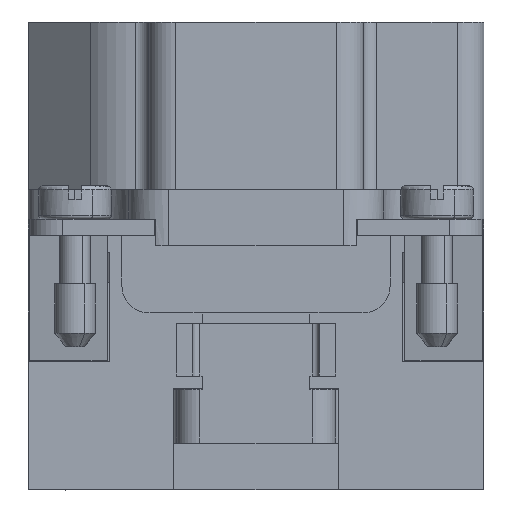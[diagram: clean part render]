
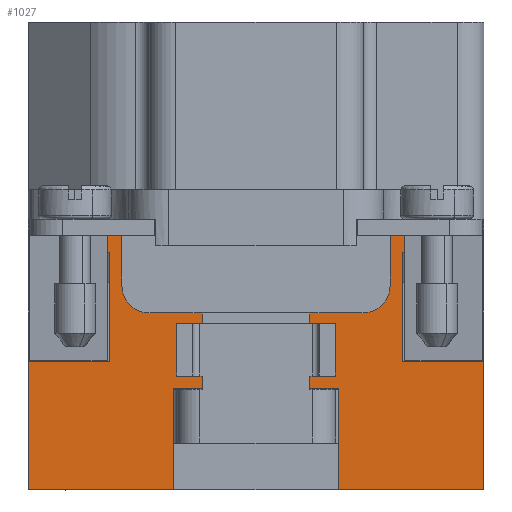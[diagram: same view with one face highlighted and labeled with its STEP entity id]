
A CAD part, front view. The second image highlights one B-rep face of the part: STEP entity #1027.
In plain terms, the highlighted planar face has unit normal (0, -1, 0).
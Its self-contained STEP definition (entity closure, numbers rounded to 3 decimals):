
#941=AXIS2_PLACEMENT_3D('Plane Axis2P3D',#938,#939,#940) ;
#995=AXIS2_PLACEMENT_3D('Circle Axis2P3D',#993,#994,$) ;
#295=CARTESIAN_POINT('Line Origine',(3.05,10.4,17.7)) ;
#299=CARTESIAN_POINT('Vertex',(0.,10.4,17.7)) ;
#301=CARTESIAN_POINT('Vertex',(6.1,10.4,17.7)) ;
#346=CARTESIAN_POINT('Vertex',(6.1,10.4,9.6)) ;
#349=CARTESIAN_POINT('Line Origine',(6.1,10.4,13.65)) ;
#394=CARTESIAN_POINT('Vertex',(0.,10.4,9.6)) ;
#397=CARTESIAN_POINT('Line Origine',(3.05,10.4,9.6)) ;
#409=CARTESIAN_POINT('Line Origine',(30.95,10.4,17.7)) ;
#413=CARTESIAN_POINT('Vertex',(27.9,10.4,17.7)) ;
#415=CARTESIAN_POINT('Vertex',(34.,10.4,17.7)) ;
#475=CARTESIAN_POINT('Line Origine',(27.9,10.4,13.65)) ;
#479=CARTESIAN_POINT('Vertex',(27.9,10.4,9.6)) ;
#494=CARTESIAN_POINT('Line Origine',(30.95,10.4,9.6)) ;
#498=CARTESIAN_POINT('Vertex',(34.,10.4,9.6)) ;
#573=CARTESIAN_POINT('Vertex',(23.173,10.4,7.6)) ;
#576=CARTESIAN_POINT('Line Origine',(21.637,10.4,7.6)) ;
#580=CARTESIAN_POINT('Vertex',(20.1,10.4,7.6)) ;
#713=CARTESIAN_POINT('Vertex',(23.173,10.4,0.)) ;
#716=CARTESIAN_POINT('Line Origine',(23.173,10.4,3.8)) ;
#734=CARTESIAN_POINT('Vertex',(13.9,10.4,7.6)) ;
#737=CARTESIAN_POINT('Line Origine',(12.363,10.4,7.6)) ;
#741=CARTESIAN_POINT('Vertex',(10.827,10.4,7.6)) ;
#816=CARTESIAN_POINT('Line Origine',(10.827,10.4,3.8)) ;
#820=CARTESIAN_POINT('Vertex',(10.827,10.4,0.)) ;
#938=CARTESIAN_POINT('Axis2P3D Location',(0.,10.4,19.2)) ;
#943=CARTESIAN_POINT('Line Origine',(28.587,10.4,0.)) ;
#947=CARTESIAN_POINT('Vertex',(34.,10.4,0.)) ;
#950=CARTESIAN_POINT('Line Origine',(34.,10.4,4.8)) ;
#955=CARTESIAN_POINT('Line Origine',(34.,10.4,18.45)) ;
#959=CARTESIAN_POINT('Vertex',(34.,10.4,19.2)) ;
#962=CARTESIAN_POINT('Line Origine',(17.,10.4,19.2)) ;
#966=CARTESIAN_POINT('Vertex',(0.,10.4,19.2)) ;
#969=CARTESIAN_POINT('Line Origine',(0.,10.4,18.45)) ;
#974=CARTESIAN_POINT('Line Origine',(0.,10.4,4.8)) ;
#978=CARTESIAN_POINT('Vertex',(0.,10.4,0.)) ;
#981=CARTESIAN_POINT('Line Origine',(5.413,10.4,0.)) ;
#986=CARTESIAN_POINT('Line Origine',(13.951,10.4,10.489)) ;
#990=CARTESIAN_POINT('Vertex',(14.002,10.4,13.378)) ;
#993=CARTESIAN_POINT('Axis2P3D Location',(17.,10.4,13.272)) ;
#997=CARTESIAN_POINT('Vertex',(20.,10.4,13.272)) ;
#1000=CARTESIAN_POINT('Line Origine',(20.05,10.4,10.436)) ;
#296=DIRECTION('Vector Direction',(1.,0.,0.)) ;
#350=DIRECTION('Vector Direction',(0.,0.,-1.)) ;
#398=DIRECTION('Vector Direction',(1.,0.,0.)) ;
#410=DIRECTION('Vector Direction',(1.,0.,0.)) ;
#476=DIRECTION('Vector Direction',(0.,0.,-1.)) ;
#495=DIRECTION('Vector Direction',(1.,0.,0.)) ;
#577=DIRECTION('Vector Direction',(1.,0.,0.)) ;
#717=DIRECTION('Vector Direction',(0.,0.,-1.)) ;
#738=DIRECTION('Vector Direction',(-1.,0.,0.)) ;
#817=DIRECTION('Vector Direction',(0.,0.,-1.)) ;
#939=DIRECTION('Axis2P3D Direction',(0.,-1.,0.)) ;
#940=DIRECTION('Axis2P3D XDirection',(0.,0.,-1.)) ;
#944=DIRECTION('Vector Direction',(1.,0.,0.)) ;
#951=DIRECTION('Vector Direction',(0.,0.,-1.)) ;
#956=DIRECTION('Vector Direction',(0.,0.,-1.)) ;
#963=DIRECTION('Vector Direction',(1.,0.,0.)) ;
#970=DIRECTION('Vector Direction',(0.,0.,-1.)) ;
#975=DIRECTION('Vector Direction',(0.,0.,-1.)) ;
#982=DIRECTION('Vector Direction',(1.,0.,0.)) ;
#987=DIRECTION('Vector Direction',(0.018,0.,1.)) ;
#994=DIRECTION('Axis2P3D Direction',(0.,-1.,0.)) ;
#1001=DIRECTION('Vector Direction',(0.018,0.,-1.)) ;
#297=VECTOR('Line Direction',#296,1.) ;
#351=VECTOR('Line Direction',#350,1.) ;
#399=VECTOR('Line Direction',#398,1.) ;
#411=VECTOR('Line Direction',#410,1.) ;
#477=VECTOR('Line Direction',#476,1.) ;
#496=VECTOR('Line Direction',#495,1.) ;
#578=VECTOR('Line Direction',#577,1.) ;
#718=VECTOR('Line Direction',#717,1.) ;
#739=VECTOR('Line Direction',#738,1.) ;
#818=VECTOR('Line Direction',#817,1.) ;
#945=VECTOR('Line Direction',#944,1.) ;
#952=VECTOR('Line Direction',#951,1.) ;
#957=VECTOR('Line Direction',#956,1.) ;
#964=VECTOR('Line Direction',#963,1.) ;
#971=VECTOR('Line Direction',#970,1.) ;
#976=VECTOR('Line Direction',#975,1.) ;
#983=VECTOR('Line Direction',#982,1.) ;
#988=VECTOR('Line Direction',#987,1.) ;
#1002=VECTOR('Line Direction',#1001,1.) ;
#1006=ORIENTED_EDGE('',*,*,#582,.F.) ;
#1007=ORIENTED_EDGE('',*,*,#720,.F.) ;
#1008=ORIENTED_EDGE('',*,*,#949,.T.) ;
#1009=ORIENTED_EDGE('',*,*,#954,.F.) ;
#1010=ORIENTED_EDGE('',*,*,#500,.F.) ;
#1011=ORIENTED_EDGE('',*,*,#481,.T.) ;
#1012=ORIENTED_EDGE('',*,*,#417,.T.) ;
#1013=ORIENTED_EDGE('',*,*,#961,.F.) ;
#1014=ORIENTED_EDGE('',*,*,#968,.F.) ;
#1015=ORIENTED_EDGE('',*,*,#973,.T.) ;
#1016=ORIENTED_EDGE('',*,*,#303,.T.) ;
#1017=ORIENTED_EDGE('',*,*,#353,.F.) ;
#1018=ORIENTED_EDGE('',*,*,#401,.F.) ;
#1019=ORIENTED_EDGE('',*,*,#980,.T.) ;
#1020=ORIENTED_EDGE('',*,*,#985,.T.) ;
#1021=ORIENTED_EDGE('',*,*,#822,.T.) ;
#1022=ORIENTED_EDGE('',*,*,#743,.F.) ;
#1023=ORIENTED_EDGE('',*,*,#992,.F.) ;
#1024=ORIENTED_EDGE('',*,*,#999,.F.) ;
#1025=ORIENTED_EDGE('',*,*,#1004,.F.) ;
#1027=ADVANCED_FACE('Hauptkoerper',(#1026),#942,.T.) ;
#996=CIRCLE('generated circle',#995,3.) ;
#303=EDGE_CURVE('',#300,#302,#298,.T.) ;
#353=EDGE_CURVE('',#347,#302,#352,.F.) ;
#401=EDGE_CURVE('',#395,#347,#400,.T.) ;
#417=EDGE_CURVE('',#414,#416,#412,.T.) ;
#481=EDGE_CURVE('',#480,#414,#478,.F.) ;
#500=EDGE_CURVE('',#480,#499,#497,.T.) ;
#582=EDGE_CURVE('',#574,#581,#579,.F.) ;
#720=EDGE_CURVE('',#714,#574,#719,.F.) ;
#743=EDGE_CURVE('',#735,#742,#740,.T.) ;
#822=EDGE_CURVE('',#821,#742,#819,.F.) ;
#949=EDGE_CURVE('',#714,#948,#946,.T.) ;
#954=EDGE_CURVE('',#499,#948,#953,.T.) ;
#961=EDGE_CURVE('',#960,#416,#958,.T.) ;
#968=EDGE_CURVE('',#967,#960,#965,.T.) ;
#973=EDGE_CURVE('',#967,#300,#972,.T.) ;
#980=EDGE_CURVE('',#395,#979,#977,.T.) ;
#985=EDGE_CURVE('',#979,#821,#984,.T.) ;
#992=EDGE_CURVE('',#991,#735,#989,.F.) ;
#999=EDGE_CURVE('',#998,#991,#996,.T.) ;
#1004=EDGE_CURVE('',#581,#998,#1003,.F.) ;
#1005=EDGE_LOOP('',(#1006,#1007,#1008,#1009,#1010,#1011,#1012,#1013,#1014,#1015,#1016,#1017,#1018,#1019,#1020,#1021,#1022,#1023,#1024,#1025)) ;
#1026=FACE_OUTER_BOUND('',#1005,.T.) ;
#298=LINE('Line',#295,#297) ;
#352=LINE('Line',#349,#351) ;
#400=LINE('Line',#397,#399) ;
#412=LINE('Line',#409,#411) ;
#478=LINE('Line',#475,#477) ;
#497=LINE('Line',#494,#496) ;
#579=LINE('Line',#576,#578) ;
#719=LINE('Line',#716,#718) ;
#740=LINE('Line',#737,#739) ;
#819=LINE('Line',#816,#818) ;
#946=LINE('Line',#943,#945) ;
#953=LINE('Line',#950,#952) ;
#958=LINE('Line',#955,#957) ;
#965=LINE('Line',#962,#964) ;
#972=LINE('Line',#969,#971) ;
#977=LINE('Line',#974,#976) ;
#984=LINE('Line',#981,#983) ;
#989=LINE('Line',#986,#988) ;
#1003=LINE('Line',#1000,#1002) ;
#942=PLANE('',#941) ;
#300=VERTEX_POINT('',#299) ;
#302=VERTEX_POINT('',#301) ;
#347=VERTEX_POINT('',#346) ;
#395=VERTEX_POINT('',#394) ;
#414=VERTEX_POINT('',#413) ;
#416=VERTEX_POINT('',#415) ;
#480=VERTEX_POINT('',#479) ;
#499=VERTEX_POINT('',#498) ;
#574=VERTEX_POINT('',#573) ;
#581=VERTEX_POINT('',#580) ;
#714=VERTEX_POINT('',#713) ;
#735=VERTEX_POINT('',#734) ;
#742=VERTEX_POINT('',#741) ;
#821=VERTEX_POINT('',#820) ;
#948=VERTEX_POINT('',#947) ;
#960=VERTEX_POINT('',#959) ;
#967=VERTEX_POINT('',#966) ;
#979=VERTEX_POINT('',#978) ;
#991=VERTEX_POINT('',#990) ;
#998=VERTEX_POINT('',#997) ;
